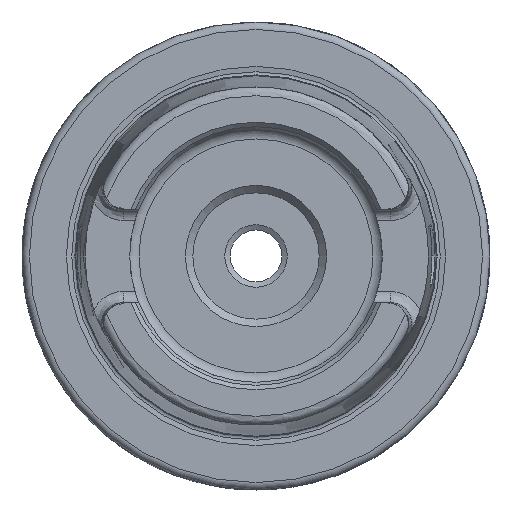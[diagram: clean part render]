
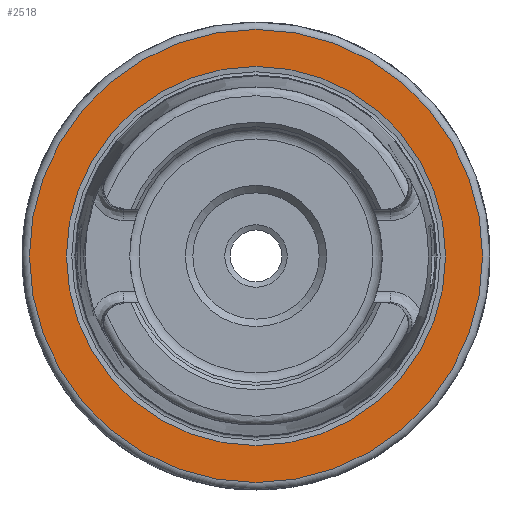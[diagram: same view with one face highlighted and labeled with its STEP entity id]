
A CAD part, left-side view. The second image highlights one B-rep face of the part: STEP entity #2518.
In plain terms, the highlighted planar face has unit normal (-1, 0, 0).
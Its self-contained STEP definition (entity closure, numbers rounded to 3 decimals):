
#99=PLANE('',#2813);
#282=FACE_OUTER_BOUND('',#599,.T.);
#437=CIRCLE('',#2811,25.521);
#438=CIRCLE('',#2812,25.521);
#439=CIRCLE('',#2814,30.5);
#440=CIRCLE('',#2815,30.5);
#455=FACE_BOUND('',#600,.T.);
#599=EDGE_LOOP('',(#2355,#2356));
#600=EDGE_LOOP('',(#2357,#2358));
#1183=VERTEX_POINT('',#5980);
#1184=VERTEX_POINT('',#5982);
#1185=VERTEX_POINT('',#5986);
#1186=VERTEX_POINT('',#5987);
#1575=EDGE_CURVE('',#1184,#1183,#437,.T.);
#1576=EDGE_CURVE('',#1183,#1184,#438,.T.);
#1577=EDGE_CURVE('',#1185,#1186,#439,.T.);
#1578=EDGE_CURVE('',#1186,#1185,#440,.T.);
#2355=ORIENTED_EDGE('',*,*,#1577,.F.);
#2356=ORIENTED_EDGE('',*,*,#1578,.F.);
#2357=ORIENTED_EDGE('',*,*,#1575,.T.);
#2358=ORIENTED_EDGE('',*,*,#1576,.T.);
#2518=ADVANCED_FACE('',(#282,#455),#99,.T.);
#2811=AXIS2_PLACEMENT_3D('',#5983,#3468,#3469);
#2812=AXIS2_PLACEMENT_3D('',#5984,#3470,#3471);
#2813=AXIS2_PLACEMENT_3D('',#5985,#3472,#3473);
#2814=AXIS2_PLACEMENT_3D('',#5988,#3474,#3475);
#2815=AXIS2_PLACEMENT_3D('',#5989,#3476,#3477);
#3468=DIRECTION('center_axis',(1.,0.,0.));
#3469=DIRECTION('ref_axis',(0.,0.,-1.));
#3470=DIRECTION('center_axis',(1.,0.,0.));
#3471=DIRECTION('ref_axis',(0.,0.,-1.));
#3472=DIRECTION('center_axis',(-1.,0.,0.));
#3473=DIRECTION('ref_axis',(0.,0.,1.));
#3474=DIRECTION('center_axis',(1.,0.,0.));
#3475=DIRECTION('ref_axis',(0.,0.,-1.));
#3476=DIRECTION('center_axis',(1.,0.,0.));
#3477=DIRECTION('ref_axis',(0.,0.,-1.));
#5980=CARTESIAN_POINT('',(0.,-25.521,0.));
#5982=CARTESIAN_POINT('',(0.,25.521,0.));
#5983=CARTESIAN_POINT('Origin',(0.,0.,
0.));
#5984=CARTESIAN_POINT('Origin',(0.,0.,
0.));
#5985=CARTESIAN_POINT('Origin',(0.,30.5,0.));
#5986=CARTESIAN_POINT('',(0.,30.5,0.));
#5987=CARTESIAN_POINT('',(0.,0.,30.5));
#5988=CARTESIAN_POINT('Origin',(0.,0.,
0.));
#5989=CARTESIAN_POINT('Origin',(0.,0.,
0.));
